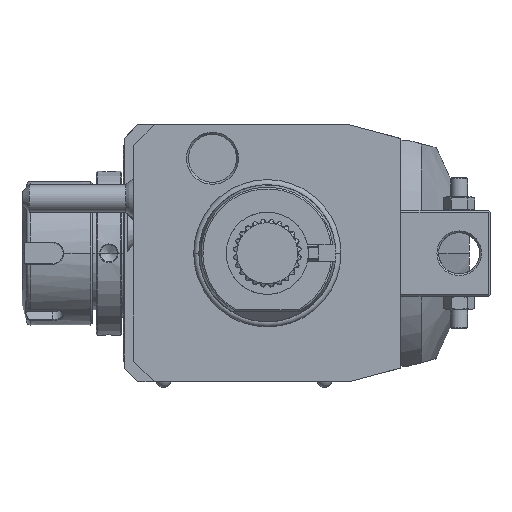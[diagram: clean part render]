
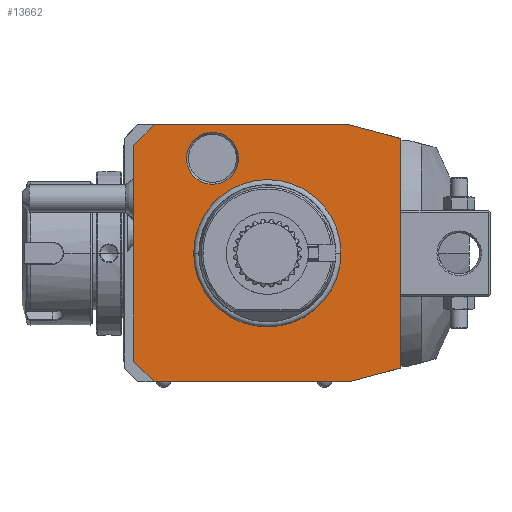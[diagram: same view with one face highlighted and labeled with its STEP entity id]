
A CAD part, front view. The second image highlights one B-rep face of the part: STEP entity #13662.
In plain terms, the highlighted planar face has unit normal (0, -1, 0).
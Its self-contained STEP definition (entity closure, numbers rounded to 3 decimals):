
#1=DIRECTION('',(-0.966,0.,0.259));
#2=VECTOR('',#1,15.529);
#3=CARTESIAN_POINT('',(39.,0.,33.481));
#4=LINE('',#3,#2);
#5=DIRECTION('',(0.,0.,1.));
#6=VECTOR('',#5,66.962);
#7=CARTESIAN_POINT('',(39.,0.,-33.481));
#8=LINE('',#7,#6);
#9=DIRECTION('',(0.966,0.,0.259));
#10=VECTOR('',#9,15.529);
#11=CARTESIAN_POINT('',(24.,0.,-37.5));
#12=LINE('',#11,#10);
#13=DIRECTION('',(1.,0.,0.));
#14=VECTOR('',#13,57.);
#15=CARTESIAN_POINT('',(-33.,0.,-37.5));
#16=LINE('',#15,#14);
#17=DIRECTION('',(0.707,0.,-0.707));
#18=VECTOR('',#17,8.485);
#19=CARTESIAN_POINT('',(-39.,0.,-31.5));
#20=LINE('',#19,#18);
#21=DIRECTION('',(0.,0.,-1.));
#22=VECTOR('',#21,63.);
#23=CARTESIAN_POINT('',(-39.,0.,31.5));
#24=LINE('',#23,#22);
#25=DIRECTION('',(-0.707,0.,-0.707));
#26=VECTOR('',#25,8.485);
#27=CARTESIAN_POINT('',(-33.,0.,37.5));
#28=LINE('',#27,#26);
#29=DIRECTION('',(-1.,0.,0.));
#30=VECTOR('',#29,57.);
#31=CARTESIAN_POINT('',(24.,0.,37.5));
#32=LINE('',#31,#30);
#33=CARTESIAN_POINT('',(-16.,0.,27.713));
#34=DIRECTION('',(0.,1.,0.));
#35=DIRECTION('',(1.,0.,0.));
#36=AXIS2_PLACEMENT_3D('',#33,#34,#35);
#38=CARTESIAN_POINT('',(-16.,0.,27.713));
#39=DIRECTION('',(0.,1.,0.));
#40=DIRECTION('',(-1.,0.,0.));
#41=AXIS2_PLACEMENT_3D('',#38,#39,#40);
#7447=CARTESIAN_POINT('',(0.,0.,0.));
#7448=DIRECTION('',(0.,1.,0.));
#7449=DIRECTION('',(-1.,0.,0.));
#7450=AXIS2_PLACEMENT_3D('',#7447,#7448,#7449);
#7452=CARTESIAN_POINT('',(0.,0.,0.));
#7453=DIRECTION('',(0.,1.,0.));
#7454=DIRECTION('',(1.,0.,0.));
#7455=AXIS2_PLACEMENT_3D('',#7452,#7453,#7454);
#12282=CARTESIAN_POINT('',(-8.423,0.,27.713));
#12283=CARTESIAN_POINT('',(-23.577,0.,27.713));
#12284=VERTEX_POINT('',#12282);
#12285=VERTEX_POINT('',#12283);
#13241=CARTESIAN_POINT('',(39.,0.,33.481));
#13242=CARTESIAN_POINT('',(24.,0.,37.5));
#13243=VERTEX_POINT('',#13241);
#13244=VERTEX_POINT('',#13242);
#13245=CARTESIAN_POINT('',(-33.,0.,37.5));
#13246=VERTEX_POINT('',#13245);
#13247=CARTESIAN_POINT('',(-39.,0.,31.5));
#13248=VERTEX_POINT('',#13247);
#13249=CARTESIAN_POINT('',(-39.,0.,-31.5));
#13250=VERTEX_POINT('',#13249);
#13251=CARTESIAN_POINT('',(-33.,0.,-37.5));
#13252=VERTEX_POINT('',#13251);
#13253=CARTESIAN_POINT('',(24.,0.,-37.5));
#13254=VERTEX_POINT('',#13253);
#13255=CARTESIAN_POINT('',(39.,0.,-33.481));
#13256=VERTEX_POINT('',#13255);
#13517=CARTESIAN_POINT('',(-21.137,0.,0.));
#13518=CARTESIAN_POINT('',(21.137,0.,0.));
#13519=VERTEX_POINT('',#13517);
#13520=VERTEX_POINT('',#13518);
#13627=CARTESIAN_POINT('',(0.,0.,0.));
#13628=DIRECTION('',(0.,-1.,0.));
#13629=DIRECTION('',(-1.,0.,0.));
#13630=AXIS2_PLACEMENT_3D('',#13627,#13628,#13629);
#13631=PLANE('',#13630);
#13633=ORIENTED_EDGE('',*,*,#13632,.F.);
#13635=ORIENTED_EDGE('',*,*,#13634,.F.);
#13637=ORIENTED_EDGE('',*,*,#13636,.F.);
#13639=ORIENTED_EDGE('',*,*,#13638,.F.);
#13641=ORIENTED_EDGE('',*,*,#13640,.F.);
#13643=ORIENTED_EDGE('',*,*,#13642,.F.);
#13645=ORIENTED_EDGE('',*,*,#13644,.F.);
#13647=ORIENTED_EDGE('',*,*,#13646,.F.);
#13648=EDGE_LOOP('',(#13633,#13635,#13637,#13639,#13641,#13643,#13645,#13647));
#13649=FACE_OUTER_BOUND('',#13648,.F.);
#13651=ORIENTED_EDGE('',*,*,#13650,.F.);
#13653=ORIENTED_EDGE('',*,*,#13652,.F.);
#13654=EDGE_LOOP('',(#13651,#13653));
#13655=FACE_BOUND('',#13654,.F.);
#13657=ORIENTED_EDGE('',*,*,#13656,.F.);
#13659=ORIENTED_EDGE('',*,*,#13658,.F.);
#13660=EDGE_LOOP('',(#13657,#13659));
#13661=FACE_BOUND('',#13660,.F.);
#37=CIRCLE('',#36,7.577);
#42=CIRCLE('',#41,7.577);
#7451=CIRCLE('',#7450,21.137);
#7456=CIRCLE('',#7455,21.137);
#13632=EDGE_CURVE('',#13243,#13244,#4,.T.);
#13634=EDGE_CURVE('',#13256,#13243,#8,.T.);
#13636=EDGE_CURVE('',#13254,#13256,#12,.T.);
#13638=EDGE_CURVE('',#13252,#13254,#16,.T.);
#13640=EDGE_CURVE('',#13250,#13252,#20,.T.);
#13642=EDGE_CURVE('',#13248,#13250,#24,.T.);
#13644=EDGE_CURVE('',#13246,#13248,#28,.T.);
#13646=EDGE_CURVE('',#13244,#13246,#32,.T.);
#13650=EDGE_CURVE('',#13519,#13520,#7451,.T.);
#13652=EDGE_CURVE('',#13520,#13519,#7456,.T.);
#13656=EDGE_CURVE('',#12284,#12285,#37,.T.);
#13658=EDGE_CURVE('',#12285,#12284,#42,.T.);
#13662=ADVANCED_FACE('',(#13649,#13655,#13661),#13631,.T.);
